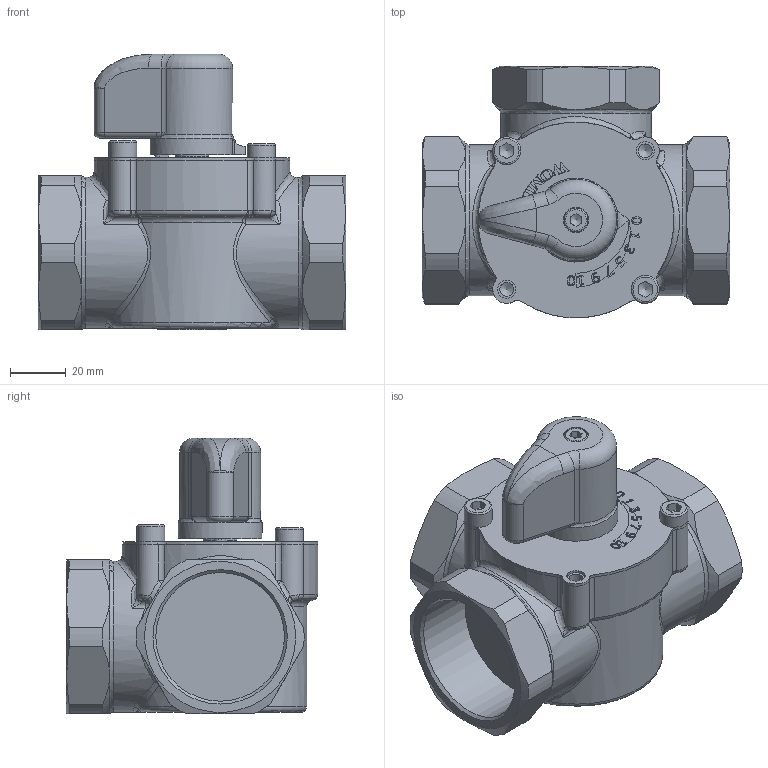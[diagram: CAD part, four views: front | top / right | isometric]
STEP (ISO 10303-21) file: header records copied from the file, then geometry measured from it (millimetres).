
FILE_DESCRIPTION(/* description */ (''),/* implementation_level */ '2;1');
FILE_NAME(/* name */ 'MIXM3-40.stp',/* time_stamp */ '2015-09-15T20:57:00+02:00',/* author */ ('ARTUR'),/* organization */ (''),/* preprocessor_version */ 'ST-DEVELOPER v15.6',/* originating_system */ 'Autodesk Inventor 2015',/* authorisation */ '');
FILE_SCHEMA (('CONFIG_CONTROL_DESIGN'));
Length unit declared in the file: centimetre
Products named in the file (1): MIXM3-40
Bounding box: 110 x 89.9 x 98.5 mm (x, y, z)
Volume: 307106.5 mm3; surface area: 62143 mm2
Topology: 1 solids, 1 shells, 817 faces, 2223 edges, 1419 vertices
Faces by surface type: plane 297, bspline 290, cylinder 124, cone 57, torus 36, sphere 13
Full cylindrical faces by diameter (mm): 4.917 x2, 6.5 x2, 8.5 x1, 9 x1, 10 x2, 12 x1, 20 x1, 46 x3, 54 x3
Entity records: 30328 total; most frequent: CARTESIAN_POINT 11107, ORIENTED_EDGE 4286, DIRECTION 2988, EDGE_CURVE 2143, VERTEX_POINT 1399, LINE 1028, VECTOR 1028, AXIS2_PLACEMENT_3D 980
